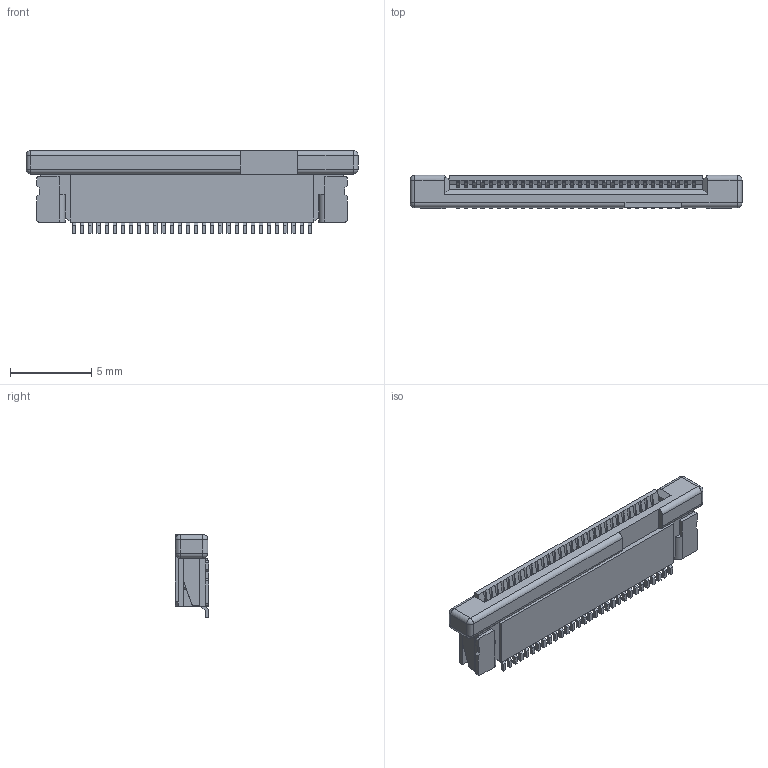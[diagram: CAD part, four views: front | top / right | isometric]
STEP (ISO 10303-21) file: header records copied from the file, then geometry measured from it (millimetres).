
FILE_DESCRIPTION (( 'STEP AP214' ), '1' );
FILE_NAME ('3-1734839-0.STEP', '2020-05-25T17:31:34', ( '' ), ( '' ), 'SwSTEP 2.0', 'SolidWorks 2017', '' );
FILE_SCHEMA (( 'AUTOMOTIVE_DESIGN' ));
Length unit declared in the file: millimetre
Products named in the file (1): 3-1734839-0
Bounding box: 20.43 x 2.05 x 5.1 mm (x, y, z)
Volume: 143.4 mm3; surface area: 714.4 mm2
Topology: 34 solids, 34 shells, 1438 faces, 4108 edges, 2698 vertices
Faces by surface type: plane 1076, cylinder 354, sphere 8
Entity records: 46839 total; most frequent: CARTESIAN_POINT 8255, ORIENTED_EDGE 8200, DIRECTION 7676, EDGE_CURVE 4100, VECTOR 3390, LINE 3390, VERTEX_POINT 2698, AXIS2_PLACEMENT_3D 2143
